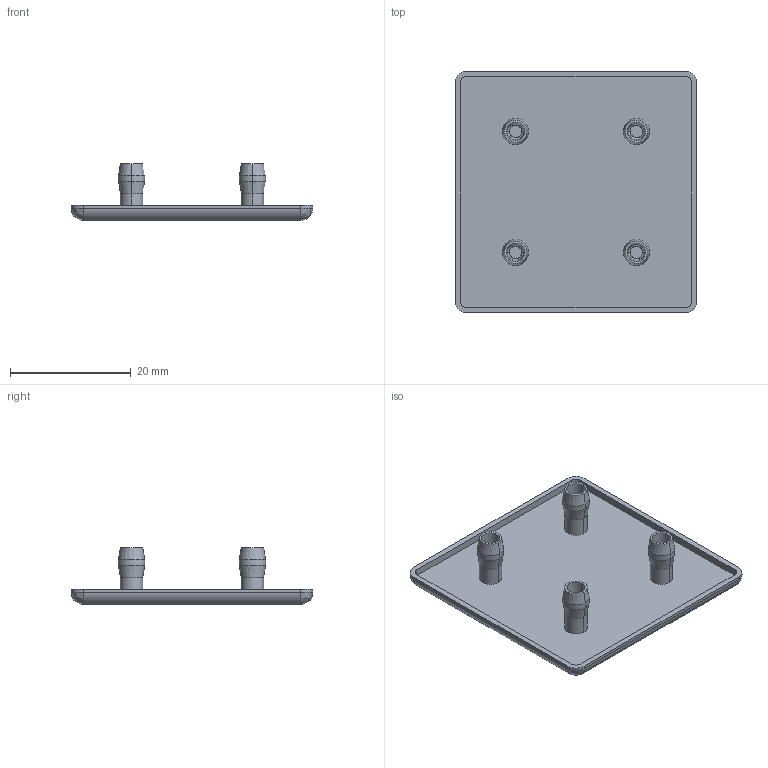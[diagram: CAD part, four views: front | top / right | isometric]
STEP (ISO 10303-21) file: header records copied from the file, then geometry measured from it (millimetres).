
FILE_DESCRIPTION (( 'STEP AP214' ), '1' );
FILE_NAME ('SZ0003S Profile Cap 40x40 Mini.STEP', '2021-10-21T12:10:40', ( '' ), ( '' ), 'SwSTEP 2.0', 'SolidWorks 2021', '' );
FILE_SCHEMA (( 'AUTOMOTIVE_DESIGN' ));
Length unit declared in the file: millimetre
Products named in the file (1): SZ0003S Profile Cap 40x40 Mini
Bounding box: 40 x 40 x 9.4 mm (x, y, z)
Volume: 2372.5 mm3; surface area: 4206.7 mm2
Topology: 1 solids, 1 shells, 92 faces, 195 edges, 111 vertices
Faces by surface type: cylinder 36, cone 24, plane 19, bspline 13
Entity records: 2857 total; most frequent: CARTESIAN_POINT 859, DIRECTION 444, ORIENTED_EDGE 384, EDGE_CURVE 192, AXIS2_PLACEMENT_3D 180, VERTEX_POINT 111, EDGE_LOOP 101, CIRCLE 100
